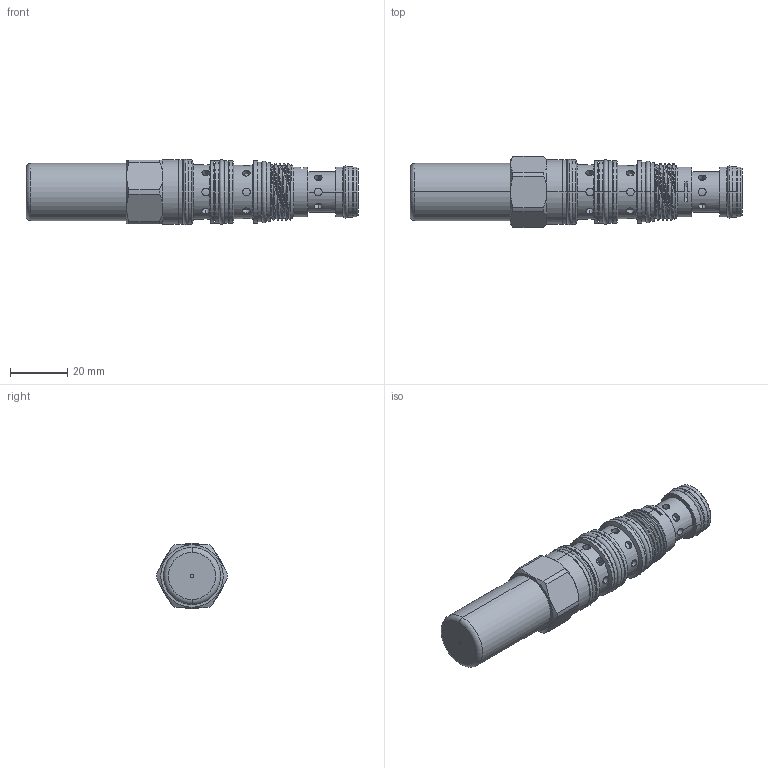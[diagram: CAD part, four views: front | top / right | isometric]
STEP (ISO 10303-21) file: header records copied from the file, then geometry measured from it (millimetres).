
FILE_DESCRIPTION (( 'STEP AP203' ), '1' );
FILE_NAME ('DD21A4R-C.STEP', '2016-05-19T05:35:34', ( '' ), ( '' ), 'SwSTEP 2.0', 'SolidWorks 2012', '' );
FILE_SCHEMA (( 'CONFIG_CONTROL_DESIGN' ));
Length unit declared in the file: millimetre
Products named in the file (1): DD21A4R-C
Bounding box: 115.9 x 24.79 x 22.98 mm (x, y, z)
Volume: 35215.5 mm3; surface area: 12127.8 mm2
Topology: 5 solids, 5 shells, 270 faces, 595 edges, 373 vertices
Faces by surface type: cylinder 159, plane 45, cone 33, torus 31, bspline 2
Entity records: 11401 total; most frequent: CARTESIAN_POINT 5498, DIRECTION 1215, ORIENTED_EDGE 1190, EDGE_CURVE 595, AXIS2_PLACEMENT_3D 517, VERTEX_POINT 373, EDGE_LOOP 314, FACE_OUTER_BOUND 270
